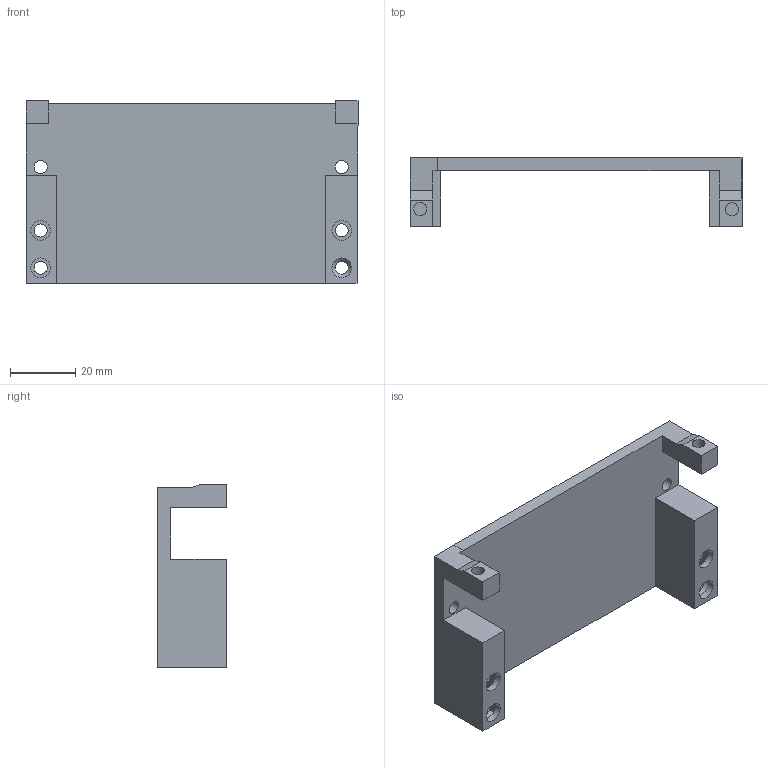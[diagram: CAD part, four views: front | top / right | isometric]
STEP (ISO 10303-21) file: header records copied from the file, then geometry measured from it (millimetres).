
FILE_DESCRIPTION(/* description */ (''),/* implementation_level */ '2;1');
FILE_NAME(/* name */ 'breadboard_mount.step',/* time_stamp */ '2024-04-29T22:34:33+02:00',/* author */ (''),/* organization */ (''),/* preprocessor_version */ 'ST-DEVELOPER v20',/* originating_system */ 'Autodesk Translation Framework v12.20.1.177',/* authorisation */ '');
FILE_SCHEMA (('AUTOMOTIVE_DESIGN { 1 0 10303 214 3 1 1 }'));
Length unit declared in the file: millimetre
Products named in the file (1): breadboard_mount
Bounding box: 101.43 x 21 x 55.86 mm (x, y, z)
Volume: 33195.9 mm3; surface area: 17376.1 mm2
Topology: 1 solids, 1 shells, 47 faces, 125 edges, 80 vertices
Faces by surface type: plane 28, cylinder 14, cone 5
Full cylindrical faces by diameter (mm): 4 x7, 6 x3
Entity records: 1519 total; most frequent: CARTESIAN_POINT 253, ORIENTED_EDGE 250, DIRECTION 249, EDGE_CURVE 125, LINE 97, VECTOR 97, VERTEX_POINT 80, AXIS2_PLACEMENT_3D 76
